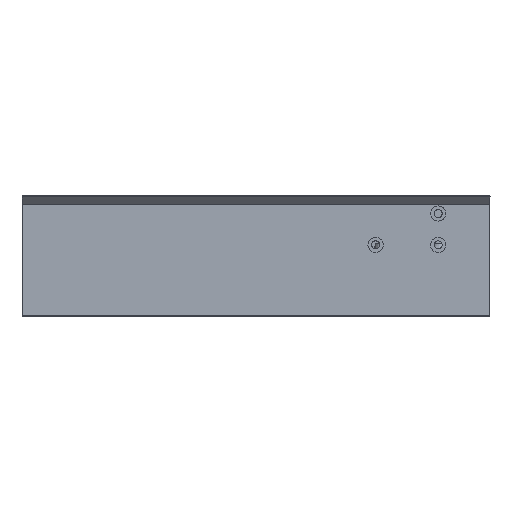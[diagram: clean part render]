
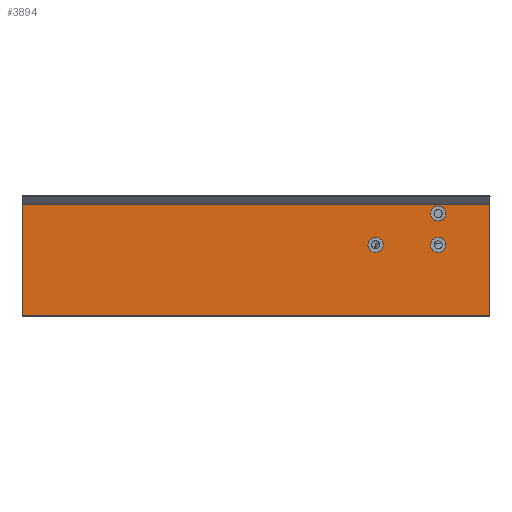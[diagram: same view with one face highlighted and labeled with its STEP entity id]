
A CAD part, top view. The second image highlights one B-rep face of the part: STEP entity #3894.
In plain terms, the highlighted planar face has unit normal (0, 0, 1).
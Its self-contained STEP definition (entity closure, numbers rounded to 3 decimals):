
#490=CARTESIAN_POINT('',(-0.941,264.624,567.032));
#491=VERTEX_POINT('',#490);
#498=CARTESIAN_POINT('',(-185.977,264.65,567.032));
#499=VERTEX_POINT('',#498);
#500=CARTESIAN_POINT('',(-185.977,264.65,567.032));
#501=DIRECTION('',(1.,0.,-0.));
#502=VECTOR('',#501,185.036);
#503=LINE('',#500,#502);
#504=EDGE_CURVE('',#499,#491,#503,.T.);
#3304=CARTESIAN_POINT('',(-185.977,308.69,567.032));
#3305=VERTEX_POINT('',#3304);
#3306=CARTESIAN_POINT('',(-185.977,308.69,567.032));
#3307=DIRECTION('',(-0.,-1.,0.));
#3308=VECTOR('',#3307,44.04);
#3309=LINE('',#3306,#3308);
#3310=EDGE_CURVE('',#3305,#499,#3309,.T.);
#3811=CARTESIAN_POINT('',(2.822,302.177,567.032));
#3812=DIRECTION('',(0.,0.,1.));
#3813=DIRECTION('',(1.,0.,-0.));
#3814=AXIS2_PLACEMENT_3D('',#3811,#3812,#3813);
#3815=PLANE('',#3814);
#3816=CARTESIAN_POINT('',(-0.941,308.664,567.032));
#3817=VERTEX_POINT('',#3816);
#3818=CARTESIAN_POINT('',(-185.977,308.69,567.032));
#3819=DIRECTION('',(1.,0.,-0.));
#3820=VECTOR('',#3819,185.036);
#3821=LINE('',#3818,#3820);
#3822=EDGE_CURVE('',#3305,#3817,#3821,.T.);
#3823=ORIENTED_EDGE('',*,*,#3822,.F.);
#3824=ORIENTED_EDGE('',*,*,#3310,.T.);
#3825=ORIENTED_EDGE('',*,*,#504,.T.);
#3826=CARTESIAN_POINT('',(-0.941,308.664,567.032));
#3827=DIRECTION('',(-0.,-1.,0.));
#3828=VECTOR('',#3827,44.04);
#3829=LINE('',#3826,#3828);
#3830=EDGE_CURVE('',#3817,#491,#3829,.T.);
#3831=ORIENTED_EDGE('',*,*,#3830,.F.);
#3832=EDGE_LOOP('',(#3823,#3824,#3825,#3831));
#3833=FACE_BOUND('',#3832,.T.);
#3834=CARTESIAN_POINT('',(-21.438,308.123,567.032));
#3835=VERTEX_POINT('',#3834);
#3836=CARTESIAN_POINT('',(-18.438,305.123,567.032));
#3837=VERTEX_POINT('',#3836);
#3838=CARTESIAN_POINT('',(-21.438,305.123,567.032));
#3839=DIRECTION('',(0.,0.,1.));
#3840=DIRECTION('',(1.,0.,-0.));
#3841=AXIS2_PLACEMENT_3D('',#3838,#3839,#3840);
#3842=CIRCLE('',#3841,3.);
#3843=EDGE_CURVE('',#3835,#3837,#3842,.T.);
#3844=ORIENTED_EDGE('',*,*,#3843,.F.);
#3845=CARTESIAN_POINT('',(-21.438,305.123,567.032));
#3846=DIRECTION('',(0.,0.,1.));
#3847=DIRECTION('',(1.,0.,-0.));
#3848=AXIS2_PLACEMENT_3D('',#3845,#3846,#3847);
#3849=CIRCLE('',#3848,3.);
#3850=EDGE_CURVE('',#3837,#3835,#3849,.T.);
#3851=ORIENTED_EDGE('',*,*,#3850,.F.);
#3852=EDGE_LOOP('',(#3844,#3851));
#3853=FACE_BOUND('',#3852,.T.);
#3854=CARTESIAN_POINT('',(-21.438,295.723,567.032));
#3855=VERTEX_POINT('',#3854);
#3856=CARTESIAN_POINT('',(-24.243,293.787,567.032));
#3857=VERTEX_POINT('',#3856);
#3858=CARTESIAN_POINT('',(-21.438,292.723,567.032));
#3859=DIRECTION('',(0.,0.,1.));
#3860=DIRECTION('',(-0.935,0.355,0.));
#3861=AXIS2_PLACEMENT_3D('',#3858,#3859,#3860);
#3862=CIRCLE('',#3861,3.);
#3863=EDGE_CURVE('',#3855,#3857,#3862,.T.);
#3864=ORIENTED_EDGE('',*,*,#3863,.F.);
#3865=CARTESIAN_POINT('',(-21.438,292.723,567.032));
#3866=DIRECTION('',(0.,0.,1.));
#3867=DIRECTION('',(-0.935,0.355,0.));
#3868=AXIS2_PLACEMENT_3D('',#3865,#3866,#3867);
#3869=CIRCLE('',#3868,3.);
#3870=EDGE_CURVE('',#3857,#3855,#3869,.T.);
#3871=ORIENTED_EDGE('',*,*,#3870,.F.);
#3872=EDGE_LOOP('',(#3864,#3871));
#3873=FACE_BOUND('',#3872,.T.);
#3874=CARTESIAN_POINT('',(-46.188,295.723,567.032));
#3875=VERTEX_POINT('',#3874);
#3876=CARTESIAN_POINT('',(-48.857,294.091,567.032));
#3877=VERTEX_POINT('',#3876);
#3878=CARTESIAN_POINT('',(-46.188,292.723,567.032));
#3879=DIRECTION('',(0.,0.,1.));
#3880=DIRECTION('',(-0.89,0.456,0.));
#3881=AXIS2_PLACEMENT_3D('',#3878,#3879,#3880);
#3882=CIRCLE('',#3881,3.);
#3883=EDGE_CURVE('',#3875,#3877,#3882,.T.);
#3884=ORIENTED_EDGE('',*,*,#3883,.F.);
#3885=CARTESIAN_POINT('',(-46.188,292.723,567.032));
#3886=DIRECTION('',(0.,0.,1.));
#3887=DIRECTION('',(-0.89,0.456,0.));
#3888=AXIS2_PLACEMENT_3D('',#3885,#3886,#3887);
#3889=CIRCLE('',#3888,3.);
#3890=EDGE_CURVE('',#3877,#3875,#3889,.T.);
#3891=ORIENTED_EDGE('',*,*,#3890,.F.);
#3892=EDGE_LOOP('',(#3884,#3891));
#3893=FACE_BOUND('',#3892,.T.);
#3894=ADVANCED_FACE('',(#3833,#3853,#3873,#3893),#3815,.T.);
